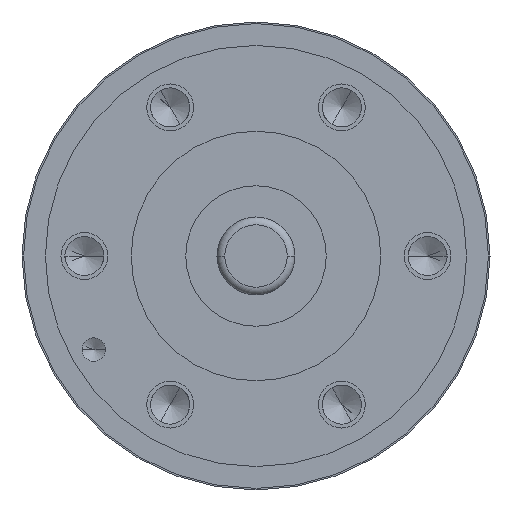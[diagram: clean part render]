
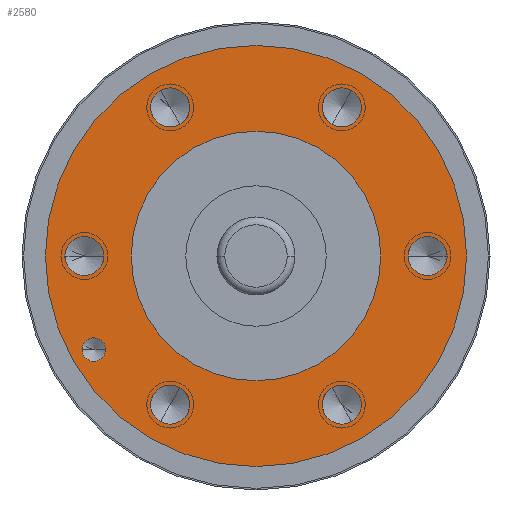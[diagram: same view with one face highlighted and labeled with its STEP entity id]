
A CAD part, left-side view. The second image highlights one B-rep face of the part: STEP entity #2580.
In plain terms, the highlighted planar face has unit normal (-1, 0, 0).
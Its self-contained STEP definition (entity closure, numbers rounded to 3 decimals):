
#29=CARTESIAN_POINT('',(0.,0.,0.));
#30=DIRECTION('',(1.,0.,0.));
#31=DIRECTION('',(0.,1.,0.));
#32=AXIS2_PLACEMENT_3D('',#29,#30,#31);
#34=CARTESIAN_POINT('',(0.,0.,0.));
#35=DIRECTION('',(1.,0.,0.));
#36=DIRECTION('',(0.,-1.,0.));
#37=AXIS2_PLACEMENT_3D('',#34,#35,#36);
#39=CARTESIAN_POINT('',(0.,0.,0.));
#40=DIRECTION('',(-1.,0.,0.));
#41=DIRECTION('',(0.,1.,0.));
#42=AXIS2_PLACEMENT_3D('',#39,#40,#41);
#44=CARTESIAN_POINT('',(0.,0.,0.));
#45=DIRECTION('',(-1.,0.,0.));
#46=DIRECTION('',(0.,-1.,0.));
#47=AXIS2_PLACEMENT_3D('',#44,#45,#46);
#49=CARTESIAN_POINT('',(0.,11.,0.));
#50=DIRECTION('',(-1.,0.,0.));
#51=DIRECTION('',(0.,1.,0.));
#52=AXIS2_PLACEMENT_3D('',#49,#50,#51);
#54=CARTESIAN_POINT('',(0.,11.,0.));
#55=DIRECTION('',(-1.,0.,0.));
#56=DIRECTION('',(0.,-1.,0.));
#57=AXIS2_PLACEMENT_3D('',#54,#55,#56);
#59=CARTESIAN_POINT('',(0.,5.5,9.526));
#60=DIRECTION('',(-1.,0.,0.));
#61=DIRECTION('',(0.,0.5,0.866));
#62=AXIS2_PLACEMENT_3D('',#59,#60,#61);
#64=CARTESIAN_POINT('',(0.,5.5,9.526));
#65=DIRECTION('',(-1.,0.,0.));
#66=DIRECTION('',(0.,-0.5,-0.866));
#67=AXIS2_PLACEMENT_3D('',#64,#65,#66);
#69=CARTESIAN_POINT('',(0.,-5.5,9.526));
#70=DIRECTION('',(-1.,0.,0.));
#71=DIRECTION('',(0.,-0.5,0.866));
#72=AXIS2_PLACEMENT_3D('',#69,#70,#71);
#74=CARTESIAN_POINT('',(0.,-5.5,9.526));
#75=DIRECTION('',(-1.,0.,0.));
#76=DIRECTION('',(0.,0.5,-0.866));
#77=AXIS2_PLACEMENT_3D('',#74,#75,#76);
#79=CARTESIAN_POINT('',(0.,-11.,0.));
#80=DIRECTION('',(-1.,0.,0.));
#81=DIRECTION('',(0.,-1.,0.));
#82=AXIS2_PLACEMENT_3D('',#79,#80,#81);
#84=CARTESIAN_POINT('',(0.,-11.,0.));
#85=DIRECTION('',(-1.,0.,0.));
#86=DIRECTION('',(0.,1.,0.));
#87=AXIS2_PLACEMENT_3D('',#84,#85,#86);
#89=CARTESIAN_POINT('',(0.,-5.5,-9.526));
#90=DIRECTION('',(-1.,0.,0.));
#91=DIRECTION('',(0.,-0.5,-0.866));
#92=AXIS2_PLACEMENT_3D('',#89,#90,#91);
#94=CARTESIAN_POINT('',(0.,-5.5,-9.526));
#95=DIRECTION('',(-1.,0.,0.));
#96=DIRECTION('',(0.,0.5,0.866));
#97=AXIS2_PLACEMENT_3D('',#94,#95,#96);
#99=CARTESIAN_POINT('',(0.,5.5,-9.526));
#100=DIRECTION('',(-1.,0.,0.));
#101=DIRECTION('',(0.,0.5,-0.866));
#102=AXIS2_PLACEMENT_3D('',#99,#100,#101);
#104=CARTESIAN_POINT('',(0.,5.5,-9.526));
#105=DIRECTION('',(-1.,0.,0.));
#106=DIRECTION('',(0.,-0.5,0.866));
#107=AXIS2_PLACEMENT_3D('',#104,#105,#106);
#109=CARTESIAN_POINT('',(0.,10.392,-6.));
#110=DIRECTION('',(-1.,0.,0.));
#111=DIRECTION('',(0.,1.,0.));
#112=AXIS2_PLACEMENT_3D('',#109,#110,#111);
#114=CARTESIAN_POINT('',(0.,10.392,-6.));
#115=DIRECTION('',(-1.,0.,0.));
#116=DIRECTION('',(0.,-1.,0.));
#117=AXIS2_PLACEMENT_3D('',#114,#115,#116);
#1939=CARTESIAN_POINT('',(0.,8.,0.));
#1940=VERTEX_POINT('',#1939);
#1941=CARTESIAN_POINT('',(0.,-8.,0.));
#1942=VERTEX_POINT('',#1941);
#1943=CARTESIAN_POINT('',(0.,13.5,0.));
#1944=CARTESIAN_POINT('',(0.,-13.5,0.));
#1945=VERTEX_POINT('',#1943);
#1946=VERTEX_POINT('',#1944);
#1947=CARTESIAN_POINT('',(0.,12.25,0.));
#1948=CARTESIAN_POINT('',(0.,9.75,0.));
#1949=VERTEX_POINT('',#1947);
#1950=VERTEX_POINT('',#1948);
#1951=CARTESIAN_POINT('',(0.,6.125,10.609));
#1952=CARTESIAN_POINT('',(0.,4.875,8.444));
#1953=VERTEX_POINT('',#1951);
#1954=VERTEX_POINT('',#1952);
#1955=CARTESIAN_POINT('',(0.,-6.125,10.609));
#1956=CARTESIAN_POINT('',(0.,-4.875,8.444));
#1957=VERTEX_POINT('',#1955);
#1958=VERTEX_POINT('',#1956);
#1959=CARTESIAN_POINT('',(0.,-12.25,0.));
#1960=CARTESIAN_POINT('',(0.,-9.75,0.));
#1961=VERTEX_POINT('',#1959);
#1962=VERTEX_POINT('',#1960);
#1963=CARTESIAN_POINT('',(0.,-6.125,-10.609));
#1964=CARTESIAN_POINT('',(0.,-4.875,-8.444));
#1965=VERTEX_POINT('',#1963);
#1966=VERTEX_POINT('',#1964);
#1967=CARTESIAN_POINT('',(0.,6.125,-10.609));
#1968=CARTESIAN_POINT('',(0.,4.875,-8.444));
#1969=VERTEX_POINT('',#1967);
#1970=VERTEX_POINT('',#1968);
#1971=CARTESIAN_POINT('',(0.,11.142,-6.));
#1972=CARTESIAN_POINT('',(0.,9.642,-6.));
#1973=VERTEX_POINT('',#1971);
#1974=VERTEX_POINT('',#1972);
#2523=CARTESIAN_POINT('',(0.,0.,0.));
#2524=DIRECTION('',(1.,0.,0.));
#2525=DIRECTION('',(0.,-1.,0.));
#2526=AXIS2_PLACEMENT_3D('',#2523,#2524,#2525);
#2527=PLANE('',#2526);
#2529=ORIENTED_EDGE('',*,*,#2528,.T.);
#2531=ORIENTED_EDGE('',*,*,#2530,.T.);
#2532=EDGE_LOOP('',(#2529,#2531));
#2533=FACE_OUTER_BOUND('',#2532,.F.);
#2534=ORIENTED_EDGE('',*,*,#2505,.T.);
#2535=ORIENTED_EDGE('',*,*,#2516,.T.);
#2536=EDGE_LOOP('',(#2534,#2535));
#2537=FACE_BOUND('',#2536,.F.);
#2539=ORIENTED_EDGE('',*,*,#2538,.T.);
#2541=ORIENTED_EDGE('',*,*,#2540,.T.);
#2542=EDGE_LOOP('',(#2539,#2541));
#2543=FACE_BOUND('',#2542,.F.);
#2545=ORIENTED_EDGE('',*,*,#2544,.T.);
#2547=ORIENTED_EDGE('',*,*,#2546,.T.);
#2548=EDGE_LOOP('',(#2545,#2547));
#2549=FACE_BOUND('',#2548,.F.);
#2551=ORIENTED_EDGE('',*,*,#2550,.T.);
#2553=ORIENTED_EDGE('',*,*,#2552,.T.);
#2554=EDGE_LOOP('',(#2551,#2553));
#2555=FACE_BOUND('',#2554,.F.);
#2557=ORIENTED_EDGE('',*,*,#2556,.T.);
#2559=ORIENTED_EDGE('',*,*,#2558,.T.);
#2560=EDGE_LOOP('',(#2557,#2559));
#2561=FACE_BOUND('',#2560,.F.);
#2563=ORIENTED_EDGE('',*,*,#2562,.T.);
#2565=ORIENTED_EDGE('',*,*,#2564,.T.);
#2566=EDGE_LOOP('',(#2563,#2565));
#2567=FACE_BOUND('',#2566,.F.);
#2569=ORIENTED_EDGE('',*,*,#2568,.T.);
#2571=ORIENTED_EDGE('',*,*,#2570,.T.);
#2572=EDGE_LOOP('',(#2569,#2571));
#2573=FACE_BOUND('',#2572,.F.);
#2575=ORIENTED_EDGE('',*,*,#2574,.T.);
#2577=ORIENTED_EDGE('',*,*,#2576,.T.);
#2578=EDGE_LOOP('',(#2575,#2577));
#2579=FACE_BOUND('',#2578,.F.);
#2580=ADVANCED_FACE('',(#2533,#2537,#2543,#2549,#2555,#2561,#2567,#2573,#2579),
#2527,.F.);
#33=CIRCLE('',#32,13.5);
#38=CIRCLE('',#37,13.5);
#43=CIRCLE('',#42,8.);
#48=CIRCLE('',#47,8.);
#53=CIRCLE('',#52,1.25);
#58=CIRCLE('',#57,1.25);
#63=CIRCLE('',#62,1.25);
#68=CIRCLE('',#67,1.25);
#73=CIRCLE('',#72,1.25);
#78=CIRCLE('',#77,1.25);
#83=CIRCLE('',#82,1.25);
#88=CIRCLE('',#87,1.25);
#93=CIRCLE('',#92,1.25);
#98=CIRCLE('',#97,1.25);
#103=CIRCLE('',#102,1.25);
#108=CIRCLE('',#107,1.25);
#113=CIRCLE('',#112,0.75);
#118=CIRCLE('',#117,0.75);
#2505=EDGE_CURVE('',#1940,#1942,#43,.T.);
#2516=EDGE_CURVE('',#1942,#1940,#48,.T.);
#2528=EDGE_CURVE('',#1945,#1946,#33,.T.);
#2530=EDGE_CURVE('',#1946,#1945,#38,.T.);
#2538=EDGE_CURVE('',#1949,#1950,#53,.T.);
#2540=EDGE_CURVE('',#1950,#1949,#58,.T.);
#2544=EDGE_CURVE('',#1953,#1954,#63,.T.);
#2546=EDGE_CURVE('',#1954,#1953,#68,.T.);
#2550=EDGE_CURVE('',#1957,#1958,#73,.T.);
#2552=EDGE_CURVE('',#1958,#1957,#78,.T.);
#2556=EDGE_CURVE('',#1961,#1962,#83,.T.);
#2558=EDGE_CURVE('',#1962,#1961,#88,.T.);
#2562=EDGE_CURVE('',#1965,#1966,#93,.T.);
#2564=EDGE_CURVE('',#1966,#1965,#98,.T.);
#2568=EDGE_CURVE('',#1969,#1970,#103,.T.);
#2570=EDGE_CURVE('',#1970,#1969,#108,.T.);
#2574=EDGE_CURVE('',#1973,#1974,#113,.T.);
#2576=EDGE_CURVE('',#1974,#1973,#118,.T.);
